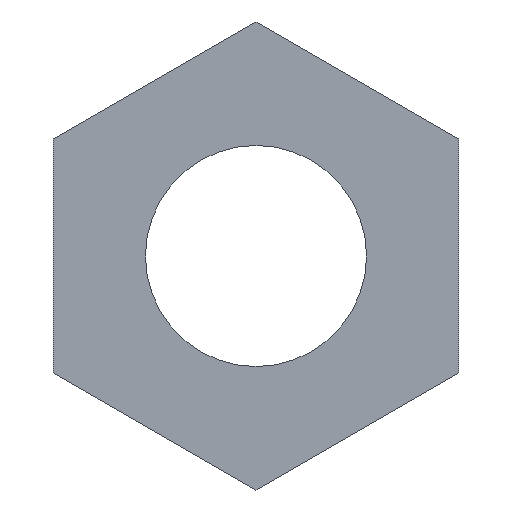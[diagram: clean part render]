
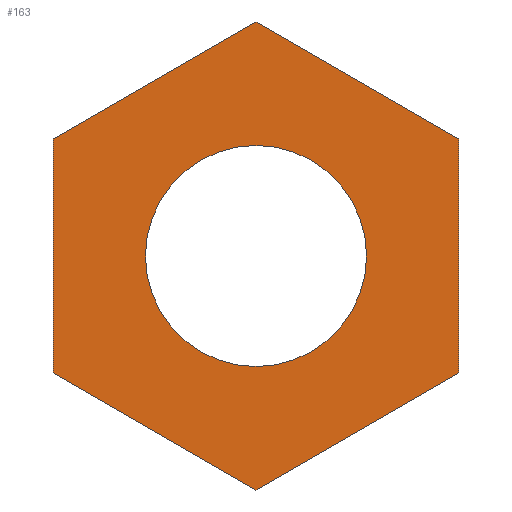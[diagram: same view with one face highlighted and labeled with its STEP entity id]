
A CAD part, front view. The second image highlights one B-rep face of the part: STEP entity #163.
In plain terms, the highlighted planar face has unit normal (0, -1, 0).
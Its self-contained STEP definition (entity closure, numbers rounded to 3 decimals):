
#16=FACE_BOUND('',#30,.T.);
#18=CIRCLE('',#193,1.5);
#20=FACE_OUTER_BOUND('',#29,.T.);
#29=EDGE_LOOP('',(#113,#114,#115,#116,#117,#118));
#30=EDGE_LOOP('',(#119));
#40=LINE('',#250,#59);
#41=LINE('',#252,#60);
#42=LINE('',#254,#61);
#43=LINE('',#256,#62);
#44=LINE('',#258,#63);
#45=LINE('',#259,#64);
#59=VECTOR('',#207,10.);
#60=VECTOR('',#208,10.);
#61=VECTOR('',#209,10.);
#62=VECTOR('',#210,10.);
#63=VECTOR('',#211,10.);
#64=VECTOR('',#212,10.);
#78=VERTEX_POINT('',#248);
#79=VERTEX_POINT('',#249);
#80=VERTEX_POINT('',#251);
#81=VERTEX_POINT('',#253);
#82=VERTEX_POINT('',#255);
#83=VERTEX_POINT('',#257);
#84=VERTEX_POINT('',#260);
#92=EDGE_CURVE('',#78,#79,#40,.T.);
#93=EDGE_CURVE('',#79,#80,#41,.T.);
#94=EDGE_CURVE('',#80,#81,#42,.T.);
#95=EDGE_CURVE('',#81,#82,#43,.T.);
#96=EDGE_CURVE('',#82,#83,#44,.T.);
#97=EDGE_CURVE('',#83,#78,#45,.T.);
#98=EDGE_CURVE('',#84,#84,#18,.T.);
#113=ORIENTED_EDGE('',*,*,#92,.T.);
#114=ORIENTED_EDGE('',*,*,#93,.T.);
#115=ORIENTED_EDGE('',*,*,#94,.T.);
#116=ORIENTED_EDGE('',*,*,#95,.T.);
#117=ORIENTED_EDGE('',*,*,#96,.T.);
#118=ORIENTED_EDGE('',*,*,#97,.T.);
#119=ORIENTED_EDGE('',*,*,#98,.T.);
#155=PLANE('',#192);
#163=ADVANCED_FACE('',(#20,#16),#155,.F.);
#192=AXIS2_PLACEMENT_3D('',#247,#205,#206);
#193=AXIS2_PLACEMENT_3D('',#261,#213,#214);
#205=DIRECTION('center_axis',(0.,1.,0.));
#206=DIRECTION('ref_axis',(0.,0.,1.));
#207=DIRECTION('',(-0.866,0.,-0.5));
#208=DIRECTION('',(0.,0.,-1.));
#209=DIRECTION('',(0.866,0.,-0.5));
#210=DIRECTION('',(0.866,0.,0.5));
#211=DIRECTION('',(0.,0.,1.));
#212=DIRECTION('',(-0.866,0.,0.5));
#213=DIRECTION('center_axis',(0.,1.,0.));
#214=DIRECTION('ref_axis',(1.,0.,0.));
#247=CARTESIAN_POINT('Origin',(0.,-10.,0.));
#248=CARTESIAN_POINT('',(0.,-10.,3.175));
#249=CARTESIAN_POINT('',(-2.75,-10.,1.588));
#250=CARTESIAN_POINT('',(-2.75,-10.,1.588));
#251=CARTESIAN_POINT('',(-2.75,-10.,-1.588));
#252=CARTESIAN_POINT('',(-2.75,-10.,-1.588));
#253=CARTESIAN_POINT('',(0.,-10.,-3.175));
#254=CARTESIAN_POINT('',(0.,-10.,-3.175));
#255=CARTESIAN_POINT('',(2.75,-10.,-1.588));
#256=CARTESIAN_POINT('',(2.75,-10.,-1.588));
#257=CARTESIAN_POINT('',(2.75,-10.,1.588));
#258=CARTESIAN_POINT('',(2.75,-10.,1.588));
#259=CARTESIAN_POINT('',(0.,-10.,3.175));
#260=CARTESIAN_POINT('',(-1.5,-10.,0.));
#261=CARTESIAN_POINT('Origin',(0.,-10.,0.));
